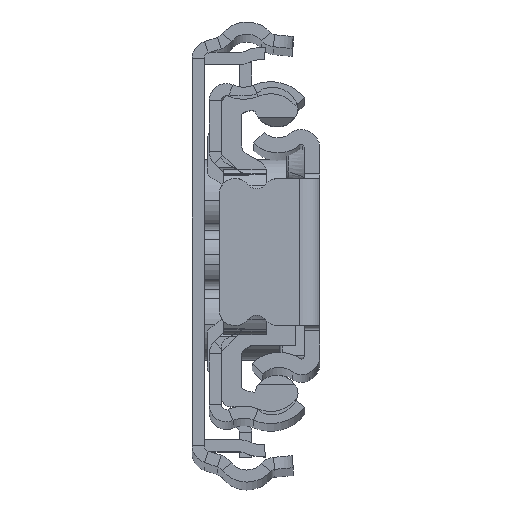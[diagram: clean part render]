
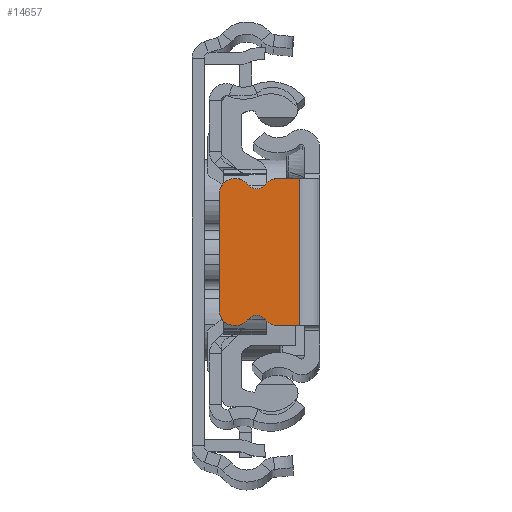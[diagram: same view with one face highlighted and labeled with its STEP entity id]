
A CAD part, top view. The second image highlights one B-rep face of the part: STEP entity #14657.
In plain terms, the highlighted planar face has unit normal (0, 0, 1).
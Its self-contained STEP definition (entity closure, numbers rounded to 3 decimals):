
#244 = DIRECTION ( 'NONE',  ( -1., 0., 0. ) ) ;
#628 = AXIS2_PLACEMENT_3D ( 'NONE', #12682, #20677, #738 ) ;
#738 = DIRECTION ( 'NONE',  ( -1., 0., 0. ) ) ;
#849 = VERTEX_POINT ( 'NONE', #1393 ) ;
#1104 = AXIS2_PLACEMENT_3D ( 'NONE', #8658, #22550, #4562 ) ;
#1296 = VERTEX_POINT ( 'NONE', #11713 ) ;
#1375 = EDGE_CURVE ( 'NONE', #4606, #10895, #1858, .T. ) ;
#1393 = CARTESIAN_POINT ( 'NONE',  ( -8.362, -7.3, 0. ) ) ;
#1479 = LINE ( 'NONE', #21922, #15526 ) ;
#1858 = CIRCLE ( 'NONE', #17369, 1.5 ) ;
#2336 = ORIENTED_EDGE ( 'NONE', *, *, #11331, .T. ) ;
#2351 = CARTESIAN_POINT ( 'NONE',  ( -5.413, 6.706, 0. ) ) ;
#2675 = CARTESIAN_POINT ( 'NONE',  ( -2., -7.3, 0. ) ) ;
#2696 = EDGE_CURVE ( 'NONE', #1296, #18233, #10767, .T. ) ;
#2725 = CARTESIAN_POINT ( 'NONE',  ( -2., 7.3, 0. ) ) ;
#2817 = EDGE_CURVE ( 'NONE', #849, #11824, #11558, .T. ) ;
#2844 = ORIENTED_EDGE ( 'NONE', *, *, #24445, .T. ) ;
#2983 = DIRECTION ( 'NONE',  ( -1., 0., 0. ) ) ;
#3404 = LINE ( 'NONE', #19150, #24552 ) ;
#3679 = EDGE_CURVE ( 'NONE', #7808, #13766, #10568, .T. ) ;
#3685 = DIRECTION ( 'NONE',  ( 1., 0., 0. ) ) ;
#3881 = ORIENTED_EDGE ( 'NONE', *, *, #21113, .F. ) ;
#4370 = DIRECTION ( 'NONE',  ( -1., 0., 0. ) ) ;
#4562 = DIRECTION ( 'NONE',  ( 1., 0., 0. ) ) ;
#4606 = VERTEX_POINT ( 'NONE', #17795 ) ;
#4677 = CIRCLE ( 'NONE', #7198, 1.5 ) ;
#4683 = CARTESIAN_POINT ( 'NONE',  ( -8.5, -5.8, 0. ) ) ;
#4984 = ORIENTED_EDGE ( 'NONE', *, *, #11776, .T. ) ;
#5186 = CARTESIAN_POINT ( 'NONE',  ( -8.362, 5.8, 0. ) ) ;
#5362 = EDGE_CURVE ( 'NONE', #19670, #13766, #1479, .T. ) ;
#5408 = AXIS2_PLACEMENT_3D ( 'NONE', #14869, #20394, #4370 ) ;
#6561 = DIRECTION ( 'NONE',  ( -1., 0., 0. ) ) ;
#6918 = VERTEX_POINT ( 'NONE', #16576 ) ;
#6983 = VECTOR ( 'NONE', #20161, 1000. ) ;
#6998 = VERTEX_POINT ( 'NONE', #14727 ) ;
#7198 = AXIS2_PLACEMENT_3D ( 'NONE', #11145, #22807, #2983 ) ;
#7808 = VERTEX_POINT ( 'NONE', #2725 ) ;
#7810 = CIRCLE ( 'NONE', #1104, 1.1 ) ;
#8122 = AXIS2_PLACEMENT_3D ( 'NONE', #8559, #24565, #12621 ) ;
#8274 = DIRECTION ( 'NONE',  ( -1., 0., 0. ) ) ;
#8533 = CARTESIAN_POINT ( 'NONE',  ( -8.362, -5.8, 0. ) ) ;
#8559 = CARTESIAN_POINT ( 'NONE',  ( -8.5, 5.8, 0. ) ) ;
#8658 = CARTESIAN_POINT ( 'NONE',  ( -6.29, 7.37, 0. ) ) ;
#8842 = VERTEX_POINT ( 'NONE', #8899 ) ;
#8899 = CARTESIAN_POINT ( 'NONE',  ( -7.167, 6.706, 0. ) ) ;
#9277 = DIRECTION ( 'NONE',  ( -1., 0., 0. ) ) ;
#9422 = ORIENTED_EDGE ( 'NONE', *, *, #3679, .F. ) ;
#9681 = CARTESIAN_POINT ( 'NONE',  ( -6.29, -7.37, 0. ) ) ;
#10249 = CARTESIAN_POINT ( 'NONE',  ( 0., 7.3, 0. ) ) ;
#10568 = LINE ( 'NONE', #2675, #23444 ) ;
#10710 = EDGE_CURVE ( 'NONE', #6998, #19670, #16305, .T. ) ;
#10767 = LINE ( 'NONE', #10249, #12814 ) ;
#10895 = VERTEX_POINT ( 'NONE', #25098 ) ;
#11145 = CARTESIAN_POINT ( 'NONE',  ( -4.218, 5.8, 0. ) ) ;
#11331 = EDGE_CURVE ( 'NONE', #18233, #18879, #20253, .T. ) ;
#11558 = CIRCLE ( 'NONE', #21184, 1.5 ) ;
#11639 = CARTESIAN_POINT ( 'NONE',  ( -7.167, -6.706, 0. ) ) ;
#11713 = CARTESIAN_POINT ( 'NONE',  ( -8.362, 7.3, 0. ) ) ;
#11776 = EDGE_CURVE ( 'NONE', #8842, #1296, #24069, .T. ) ;
#11824 = VERTEX_POINT ( 'NONE', #11639 ) ;
#12621 = DIRECTION ( 'NONE',  ( -1., 0., 0. ) ) ;
#12682 = CARTESIAN_POINT ( 'NONE',  ( 0., 0., 0. ) ) ;
#12731 = AXIS2_PLACEMENT_3D ( 'NONE', #5186, #13329, #9277 ) ;
#12814 = VECTOR ( 'NONE', #18752, 1000. ) ;
#13274 = CARTESIAN_POINT ( 'NONE',  ( -2., -7.3, 0. ) ) ;
#13329 = DIRECTION ( 'NONE',  ( 0., 0., 1. ) ) ;
#13330 = EDGE_LOOP ( 'NONE', ( #25499, #2336, #25654, #18969, #18746, #22858, #3881, #17835, #14055, #9422, #19975, #2844, #18673, #4984 ) ) ;
#13766 = VERTEX_POINT ( 'NONE', #13274 ) ;
#14055 = ORIENTED_EDGE ( 'NONE', *, *, #5362, .T. ) ;
#14075 = EDGE_CURVE ( 'NONE', #10895, #849, #3404, .T. ) ;
#14170 = LINE ( 'NONE', #25727, #19719 ) ;
#14512 = LINE ( 'NONE', #22007, #6983 ) ;
#14612 = DIRECTION ( 'NONE',  ( 0., -1., 0. ) ) ;
#14657 = ADVANCED_FACE ( 'NONE', ( #24748 ), #20812, .F. ) ;
#14727 = CARTESIAN_POINT ( 'NONE',  ( -5.413, -6.706, 0. ) ) ;
#14869 = CARTESIAN_POINT ( 'NONE',  ( -4.218, -5.8, 0. ) ) ;
#15144 = CARTESIAN_POINT ( 'NONE',  ( -8.5, 7.3, 0. ) ) ;
#15526 = VECTOR ( 'NONE', #3685, 1000. ) ;
#15824 = EDGE_CURVE ( 'NONE', #8842, #19285, #7810, .T. ) ;
#16140 = EDGE_CURVE ( 'NONE', #18879, #4606, #14512, .T. ) ;
#16305 = CIRCLE ( 'NONE', #5408, 1.5 ) ;
#16576 = CARTESIAN_POINT ( 'NONE',  ( -4.218, 7.3, 0. ) ) ;
#16712 = CARTESIAN_POINT ( 'NONE',  ( -4.218, -7.3, 0. ) ) ;
#16764 = DIRECTION ( 'NONE',  ( 0., 0., 1. ) ) ;
#17369 = AXIS2_PLACEMENT_3D ( 'NONE', #4683, #16764, #244 ) ;
#17795 = CARTESIAN_POINT ( 'NONE',  ( -10., -5.8, 0. ) ) ;
#17835 = ORIENTED_EDGE ( 'NONE', *, *, #10710, .T. ) ;
#18052 = DIRECTION ( 'NONE',  ( -1., 0., 0. ) ) ;
#18233 = VERTEX_POINT ( 'NONE', #15144 ) ;
#18505 = CIRCLE ( 'NONE', #19770, 1.1 ) ;
#18673 = ORIENTED_EDGE ( 'NONE', *, *, #15824, .F. ) ;
#18746 = ORIENTED_EDGE ( 'NONE', *, *, #14075, .T. ) ;
#18752 = DIRECTION ( 'NONE',  ( -1., 0., 0. ) ) ;
#18879 = VERTEX_POINT ( 'NONE', #24559 ) ;
#18969 = ORIENTED_EDGE ( 'NONE', *, *, #1375, .T. ) ;
#19150 = CARTESIAN_POINT ( 'NONE',  ( 0., -7.3, 0. ) ) ;
#19285 = VERTEX_POINT ( 'NONE', #2351 ) ;
#19670 = VERTEX_POINT ( 'NONE', #16712 ) ;
#19719 = VECTOR ( 'NONE', #8274, 1000. ) ;
#19756 = DIRECTION ( 'NONE',  ( 0., 0., 1. ) ) ;
#19770 = AXIS2_PLACEMENT_3D ( 'NONE', #9681, #19756, #18052 ) ;
#19975 = ORIENTED_EDGE ( 'NONE', *, *, #20222, .T. ) ;
#20161 = DIRECTION ( 'NONE',  ( 0., -1., 0. ) ) ;
#20222 = EDGE_CURVE ( 'NONE', #7808, #6918, #14170, .T. ) ;
#20253 = CIRCLE ( 'NONE', #8122, 1.5 ) ;
#20394 = DIRECTION ( 'NONE',  ( 0., 0., 1. ) ) ;
#20677 = DIRECTION ( 'NONE',  ( 0., 0., -1. ) ) ;
#20812 = PLANE ( 'NONE',  #628 ) ;
#21108 = DIRECTION ( 'NONE',  ( 1., 0., 0. ) ) ;
#21113 = EDGE_CURVE ( 'NONE', #6998, #11824, #18505, .T. ) ;
#21184 = AXIS2_PLACEMENT_3D ( 'NONE', #8533, #24539, #6561 ) ;
#21922 = CARTESIAN_POINT ( 'NONE',  ( 0., -7.3, 0. ) ) ;
#22007 = CARTESIAN_POINT ( 'NONE',  ( -10., 0., 0. ) ) ;
#22550 = DIRECTION ( 'NONE',  ( 0., 0., 1. ) ) ;
#22807 = DIRECTION ( 'NONE',  ( 0., 0., 1. ) ) ;
#22858 = ORIENTED_EDGE ( 'NONE', *, *, #2817, .T. ) ;
#23444 = VECTOR ( 'NONE', #14612, 1000. ) ;
#24069 = CIRCLE ( 'NONE', #12731, 1.5 ) ;
#24445 = EDGE_CURVE ( 'NONE', #6918, #19285, #4677, .T. ) ;
#24539 = DIRECTION ( 'NONE',  ( 0., 0., 1. ) ) ;
#24552 = VECTOR ( 'NONE', #21108, 1000. ) ;
#24559 = CARTESIAN_POINT ( 'NONE',  ( -10., 5.8, 0. ) ) ;
#24565 = DIRECTION ( 'NONE',  ( 0., 0., 1. ) ) ;
#24748 = FACE_OUTER_BOUND ( 'NONE', #13330, .T. ) ;
#25098 = CARTESIAN_POINT ( 'NONE',  ( -8.5, -7.3, 0. ) ) ;
#25499 = ORIENTED_EDGE ( 'NONE', *, *, #2696, .T. ) ;
#25654 = ORIENTED_EDGE ( 'NONE', *, *, #16140, .T. ) ;
#25727 = CARTESIAN_POINT ( 'NONE',  ( 0., 7.3, 0. ) ) ;
